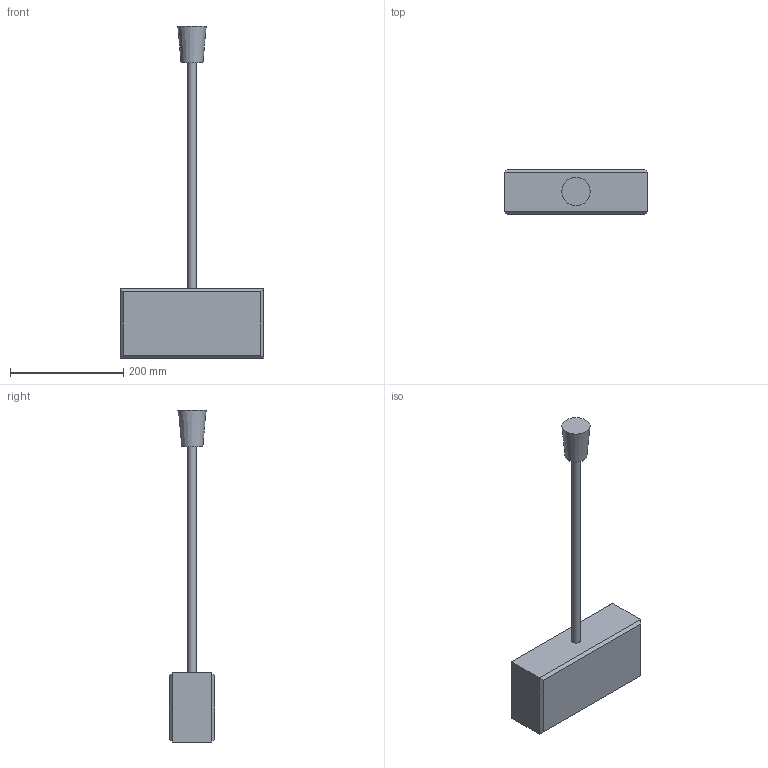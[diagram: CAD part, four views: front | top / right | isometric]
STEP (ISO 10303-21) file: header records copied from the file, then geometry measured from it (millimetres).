
FILE_DESCRIPTION(/* description */ ('Unknown'),/* implementation_level */ '2;1');
FILE_NAME(/* name */ 'SNP 7286 P LED 230V',/* time_stamp */ '2018-06-19T11:12:10+02:00',/* author */ ('Unknown'),/* organization */ ('Unknown'),/* preprocessor_version */ 'ST-DEVELOPER v16.7',/* originating_system */ 'DEX',/* authorisation */ $);
FILE_SCHEMA (('AUTOMOTIVE_DESIGN {1 0 10303 214 3 1 1}'));
Length unit declared in the file: millimetre
Products named in the file (1): Part6
Bounding box: 253 x 80 x 587 mm (x, y, z)
Volume: 2622346.2 mm3; surface area: 147970.7 mm2
Topology: 1 solids, 1 shells, 18 faces, 35 edges, 21 vertices
Faces by surface type: plane 16, cylinder 1, cone 1
Full cylindrical faces by diameter (mm): 15 x1
Entity records: 458 total; most frequent: DIRECTION 74, CARTESIAN_POINT 71, ORIENTED_EDGE 64, EDGE_CURVE 32, LINE 28, VECTOR 28, AXIS2_PLACEMENT_3D 23, EDGE_LOOP 22
